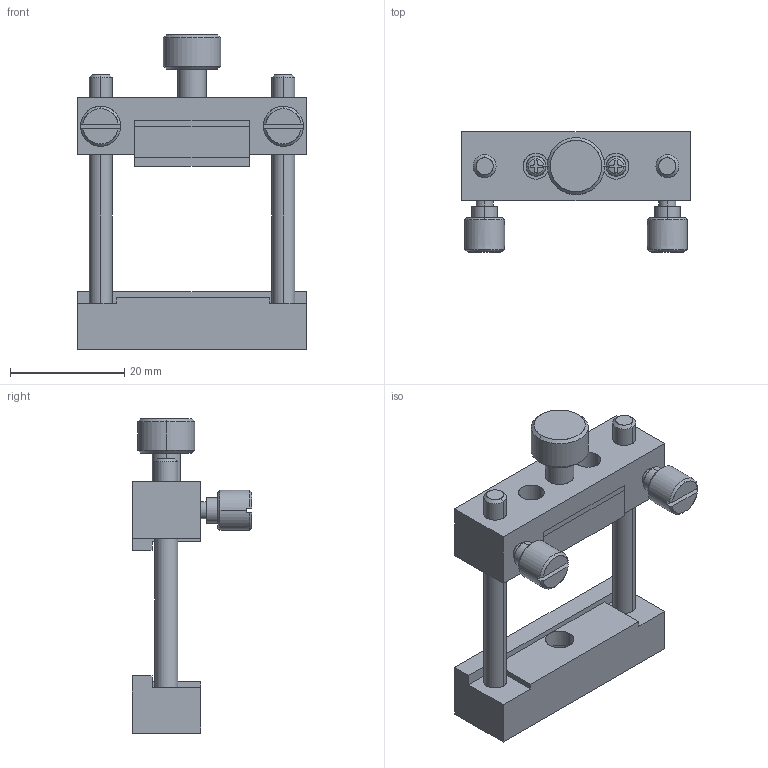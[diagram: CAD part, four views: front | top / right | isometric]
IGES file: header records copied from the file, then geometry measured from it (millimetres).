
Start section: SolidWorks IGES file using analytic representation for surfaces
Global section: file name: Web Model 54994.IGS; native system: SolidWorks 2016; preprocessor: SolidWorks 2016; author: epdmservice; date: 180503.084546; units: millimetre
Bounding box: 40 x 21 x 55 mm (x, y, z)
Surface area: 8341.7 mm2 (no closed solid volume)
Topology: 0 solids, 0 shells, 277 faces, 3943 edges, 3931 vertices
Faces by surface type: revolution 142, bspline 135
